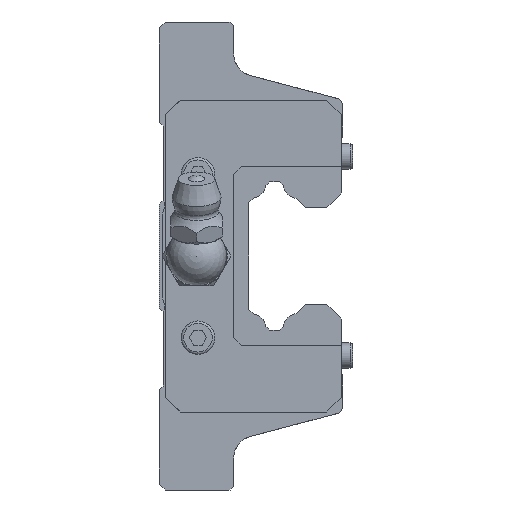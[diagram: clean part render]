
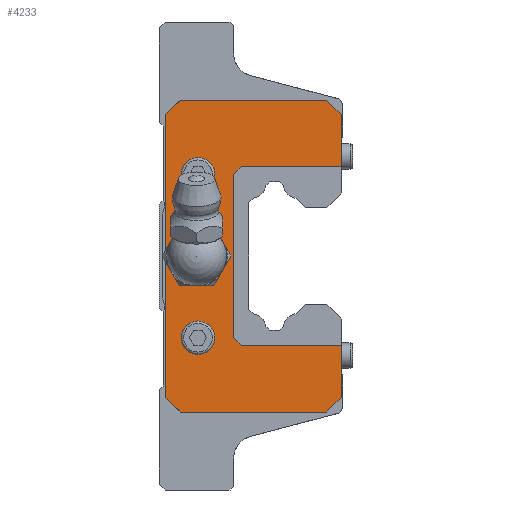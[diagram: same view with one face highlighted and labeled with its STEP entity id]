
A CAD part, left-side view. The second image highlights one B-rep face of the part: STEP entity #4233.
In plain terms, the highlighted planar face has unit normal (-1, 0, 0).
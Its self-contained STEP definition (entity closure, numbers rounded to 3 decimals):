
#76=LINE('',#6194,#502);
#100=LINE('',#6248,#526);
#109=LINE('',#6267,#535);
#143=LINE('',#6340,#569);
#165=LINE('',#6383,#591);
#195=LINE('',#6452,#621);
#201=LINE('',#6469,#627);
#358=LINE('',#6930,#784);
#359=LINE('',#6932,#785);
#375=LINE('',#6996,#801);
#376=LINE('',#6999,#802);
#377=LINE('',#7000,#803);
#378=LINE('',#7002,#804);
#379=LINE('',#7004,#805);
#502=VECTOR('',#4901,1000.);
#526=VECTOR('',#4933,1000.);
#535=VECTOR('',#4948,1000.);
#569=VECTOR('',#5000,1000.);
#591=VECTOR('',#5042,1000.);
#621=VECTOR('',#5090,1000.);
#627=VECTOR('',#5102,1000.);
#784=VECTOR('',#5491,1000.);
#785=VECTOR('',#5494,1000.);
#801=VECTOR('',#5570,1000.);
#802=VECTOR('',#5571,1000.);
#803=VECTOR('',#5572,1000.);
#804=VECTOR('',#5573,1000.);
#805=VECTOR('',#5574,1000.);
#992=PLANE('',#4607);
#1210=CIRCLE('',#4608,3.);
#1211=CIRCLE('',#4609,2.25);
#1212=CIRCLE('',#4610,2.25);
#2038=ORIENTED_EDGE('',*,*,#2869,.T.);
#2039=ORIENTED_EDGE('',*,*,#2870,.F.);
#2040=ORIENTED_EDGE('',*,*,#2871,.F.);
#2041=ORIENTED_EDGE('',*,*,#2872,.T.);
#2042=ORIENTED_EDGE('',*,*,#2873,.T.);
#2043=ORIENTED_EDGE('',*,*,#2616,.F.);
#2044=ORIENTED_EDGE('',*,*,#2841,.T.);
#2045=ORIENTED_EDGE('',*,*,#2522,.F.);
#2046=ORIENTED_EDGE('',*,*,#2512,.F.);
#2047=ORIENTED_EDGE('',*,*,#2582,.F.);
#2048=ORIENTED_EDGE('',*,*,#2486,.F.);
#2049=ORIENTED_EDGE('',*,*,#2558,.F.);
#2050=ORIENTED_EDGE('',*,*,#2842,.T.);
#2051=ORIENTED_EDGE('',*,*,#2624,.F.);
#2052=ORIENTED_EDGE('',*,*,#2874,.T.);
#2053=ORIENTED_EDGE('',*,*,#2875,.T.);
#2054=ORIENTED_EDGE('',*,*,#2876,.T.);
#2486=EDGE_CURVE('',#3045,#3046,#76,.T.);
#2512=EDGE_CURVE('',#3071,#3072,#100,.T.);
#2522=EDGE_CURVE('',#3072,#3079,#109,.T.);
#2558=EDGE_CURVE('',#3108,#3045,#143,.T.);
#2582=EDGE_CURVE('',#3046,#3071,#165,.T.);
#2616=EDGE_CURVE('',#3149,#3150,#195,.T.);
#2624=EDGE_CURVE('',#3157,#3158,#201,.T.);
#2841=EDGE_CURVE('',#3149,#3079,#358,.T.);
#2842=EDGE_CURVE('',#3108,#3158,#359,.T.);
#2869=EDGE_CURVE('',#3329,#3329,#1210,.T.);
#2870=EDGE_CURVE('',#3330,#3330,#1211,.F.);
#2871=EDGE_CURVE('',#3331,#3331,#1212,.F.);
#2872=EDGE_CURVE('',#3332,#3333,#375,.T.);
#2873=EDGE_CURVE('',#3333,#3150,#376,.T.);
#2874=EDGE_CURVE('',#3157,#3334,#377,.T.);
#2875=EDGE_CURVE('',#3334,#3335,#378,.T.);
#2876=EDGE_CURVE('',#3335,#3332,#379,.T.);
#3045=VERTEX_POINT('',#6193);
#3046=VERTEX_POINT('',#6195);
#3071=VERTEX_POINT('',#6247);
#3072=VERTEX_POINT('',#6249);
#3079=VERTEX_POINT('',#6268);
#3108=VERTEX_POINT('',#6339);
#3149=VERTEX_POINT('',#6451);
#3150=VERTEX_POINT('',#6453);
#3157=VERTEX_POINT('',#6468);
#3158=VERTEX_POINT('',#6470);
#3329=VERTEX_POINT('',#6991);
#3330=VERTEX_POINT('',#6993);
#3331=VERTEX_POINT('',#6995);
#3332=VERTEX_POINT('',#6997);
#3333=VERTEX_POINT('',#6998);
#3334=VERTEX_POINT('',#7001);
#3335=VERTEX_POINT('',#7003);
#3616=EDGE_LOOP('',(#2038));
#3617=EDGE_LOOP('',(#2039));
#3618=EDGE_LOOP('',(#2040));
#3619=EDGE_LOOP('',(#2041,#2042,#2043,#2044,#2045,#2046,#2047,#2048,#2049,
#2050,#2051,#2052,#2053,#2054));
#3935=FACE_BOUND('',#3616,.T.);
#3936=FACE_BOUND('',#3617,.T.);
#3937=FACE_BOUND('',#3618,.T.);
#3938=FACE_BOUND('',#3619,.T.);
#4233=ADVANCED_FACE('',(#3935,#3936,#3937,#3938),#992,.F.);
#4607=AXIS2_PLACEMENT_3D('',#6989,#5562,#5563);
#4608=AXIS2_PLACEMENT_3D('',#6990,#5564,#5565);
#4609=AXIS2_PLACEMENT_3D('',#6992,#5566,#5567);
#4610=AXIS2_PLACEMENT_3D('',#6994,#5568,#5569);
#4901=DIRECTION('',(0.,0.707,0.707));
#4933=DIRECTION('',(0.,-0.707,0.707));
#4948=DIRECTION('',(0.,-1.,0.));
#5000=DIRECTION('',(0.,1.,0.));
#5042=DIRECTION('',(0.,0.,1.));
#5090=DIRECTION('',(0.,0.,-1.));
#5102=DIRECTION('',(0.,0.,-1.));
#5491=DIRECTION('',(0.,0.707,0.707));
#5494=DIRECTION('',(0.,-0.707,0.707));
#5562=DIRECTION('',(1.,0.,0.));
#5563=DIRECTION('',(0.,0.,-1.));
#5564=DIRECTION('',(1.,0.,0.));
#5565=DIRECTION('',(0.,0.,-1.));
#5566=DIRECTION('',(1.,0.,0.));
#5567=DIRECTION('',(0.,0.,-1.));
#5568=DIRECTION('',(1.,0.,0.));
#5569=DIRECTION('',(0.,0.,-1.));
#5570=DIRECTION('',(0.,-0.707,0.707));
#5571=DIRECTION('',(0.,-1.,0.));
#5572=DIRECTION('',(0.,1.,0.));
#5573=DIRECTION('',(0.,0.707,0.707));
#5574=DIRECTION('',(0.,0.,1.));
#6193=CARTESIAN_POINT('',(-43.,23.2,-21.));
#6194=CARTESIAN_POINT('',(-43.,23.2,-21.));
#6195=CARTESIAN_POINT('',(-43.,25.2,-19.));
#6247=CARTESIAN_POINT('',(-43.,25.2,19.));
#6248=CARTESIAN_POINT('',(-43.,25.2,19.));
#6249=CARTESIAN_POINT('',(-43.,23.2,21.));
#6267=CARTESIAN_POINT('',(-43.,26.,21.));
#6268=CARTESIAN_POINT('',(-43.,3.517,21.));
#6339=CARTESIAN_POINT('',(-43.,3.517,-21.));
#6340=CARTESIAN_POINT('',(-43.,0.,-21.));
#6383=CARTESIAN_POINT('',(-43.,25.2,-19.));
#6451=CARTESIAN_POINT('',(-43.,1.517,19.));
#6452=CARTESIAN_POINT('',(-43.,1.517,16.));
#6453=CARTESIAN_POINT('',(-43.,1.517,12.));
#6468=CARTESIAN_POINT('',(-43.,1.517,-12.));
#6469=CARTESIAN_POINT('',(-43.,1.517,16.));
#6470=CARTESIAN_POINT('',(-43.,1.517,-19.));
#6930=CARTESIAN_POINT('',(-43.,3.517,21.));
#6932=CARTESIAN_POINT('',(-43.,1.517,-19.));
#6989=CARTESIAN_POINT('',(-43.,0.,0.));
#6990=CARTESIAN_POINT('',(-43.,21.,0.));
#6991=CARTESIAN_POINT('',(-43.,21.,-3.));
#6992=CARTESIAN_POINT('',(-43.,20.817,11.));
#6993=CARTESIAN_POINT('',(-43.,20.817,8.75));
#6994=CARTESIAN_POINT('',(-43.,20.817,-11.));
#6995=CARTESIAN_POINT('',(-43.,20.817,-13.25));
#6996=CARTESIAN_POINT('',(-43.,16.,11.));
#6997=CARTESIAN_POINT('',(-43.,16.,11.));
#6998=CARTESIAN_POINT('',(-43.,15.,12.));
#6999=CARTESIAN_POINT('',(-43.,15.,12.));
#7000=CARTESIAN_POINT('',(-43.,1.517,-12.));
#7001=CARTESIAN_POINT('',(-43.,15.,-12.));
#7002=CARTESIAN_POINT('',(-43.,15.,-12.));
#7003=CARTESIAN_POINT('',(-43.,16.,-11.));
#7004=CARTESIAN_POINT('',(-43.,16.,-11.));
